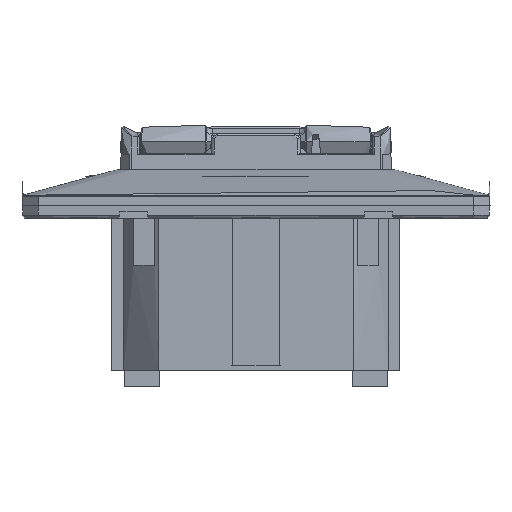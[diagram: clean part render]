
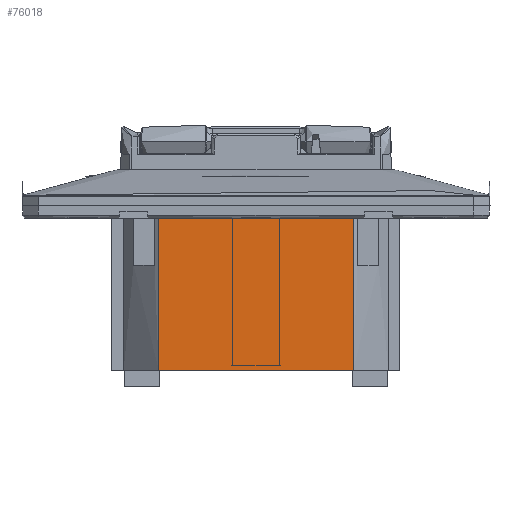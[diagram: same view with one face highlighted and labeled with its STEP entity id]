
A CAD part, front view. The second image highlights one B-rep face of the part: STEP entity #76018.
In plain terms, the highlighted cylindrical face has radius 103.475 mm (diameter 206.95 mm), a partial arc.
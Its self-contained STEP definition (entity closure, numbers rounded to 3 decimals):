
#1648 = CARTESIAN_POINT ( 'NONE',  ( 11.979, -24.154, 0. ) ) ;
#2529 = B_SPLINE_CURVE_WITH_KNOTS ( 'NONE', 3,
 ( #74223, #15773, #21590, #49863 ),
 .UNSPECIFIED., .F., .F.,
 ( 4, 4 ),
 ( 0., 1. ),
 .UNSPECIFIED. ) ;
#3458 = CARTESIAN_POINT ( 'NONE',  ( 17.878, -23.119, -18.667 ) ) ;
#4212 = CARTESIAN_POINT ( 'NONE',  ( 17.878, -23.119, -28. ) ) ;
#6125 = VERTEX_POINT ( 'NONE', #64904 ) ;
#11066 = EDGE_CURVE ( 'NONE', #6125, #61243, #47568, .T. ) ;
#13619 = ORIENTED_EDGE ( 'NONE', *, *, #38394, .T. ) ;
#13646 = EDGE_CURVE ( 'NONE', #61243, #33918, #41739, .T. ) ;
#13902 = CARTESIAN_POINT ( 'NONE',  ( 0., 78.8, 0. ) ) ;
#15118 = VERTEX_POINT ( 'NONE', #35642 ) ;
#15773 = CARTESIAN_POINT ( 'NONE',  ( -17.878, -23.119, -9.333 ) ) ;
#17401 = CARTESIAN_POINT ( 'NONE',  ( -5.989, -24.675, -28. ) ) ;
#19410 = CARTESIAN_POINT ( 'NONE',  ( -5.989, -24.675, 0. ) ) ;
#19788 = CARTESIAN_POINT ( 'NONE',  ( -11.979, -24.154, 0. ) ) ;
#21590 = CARTESIAN_POINT ( 'NONE',  ( -17.878, -23.119, -18.667 ) ) ;
#24035 = DIRECTION ( 'NONE',  ( 0., 0., -1. ) ) ;
#24172 = ORIENTED_EDGE ( 'NONE', *, *, #49971, .T. ) ;
#27798 = CARTESIAN_POINT ( 'NONE',  ( 17.878, -23.119, 0. ) ) ;
#33918 = VERTEX_POINT ( 'NONE', #46209 ) ;
#35208 = CARTESIAN_POINT ( 'NONE',  ( -11.979, -24.154, -28. ) ) ;
#35375 = B_SPLINE_CURVE_WITH_KNOTS ( 'NONE', 3,
 ( #65880, #1648, #67013, #19410, #19788, #43416 ),
 .UNSPECIFIED., .F., .F.,
 ( 4, 2, 4 ),
 ( 0., 0.5, 1. ),
 .UNSPECIFIED. ) ;
#35642 = CARTESIAN_POINT ( 'NONE',  ( -17.878, -23.119, 0. ) ) ;
#38130 = ORIENTED_EDGE ( 'NONE', *, *, #11066, .T. ) ;
#38394 = EDGE_CURVE ( 'NONE', #15118, #6125, #2529, .T. ) ;
#40228 = CARTESIAN_POINT ( 'NONE',  ( -17.878, -23.119, -28. ) ) ;
#40622 = CARTESIAN_POINT ( 'NONE',  ( 11.979, -24.154, -28. ) ) ;
#40803 = ORIENTED_EDGE ( 'NONE', *, *, #13646, .T. ) ;
#41739 = B_SPLINE_CURVE_WITH_KNOTS ( 'NONE', 3,
 ( #4212, #3458, #44844, #27798 ),
 .UNSPECIFIED., .F., .F.,
 ( 4, 4 ),
 ( 0., 1. ),
 .UNSPECIFIED. ) ;
#42966 = DIRECTION ( 'NONE',  ( 0.173, -0.985, 0. ) ) ;
#43416 = CARTESIAN_POINT ( 'NONE',  ( -17.878, -23.119, 0. ) ) ;
#44844 = CARTESIAN_POINT ( 'NONE',  ( 17.878, -23.119, -9.333 ) ) ;
#46209 = CARTESIAN_POINT ( 'NONE',  ( 17.878, -23.119, 0. ) ) ;
#47568 = B_SPLINE_CURVE_WITH_KNOTS ( 'NONE', 3,
 ( #40228, #35208, #17401, #58808, #40622, #58410 ),
 .UNSPECIFIED., .F., .F.,
 ( 4, 2, 4 ),
 ( 0., 0.5, 1. ),
 .UNSPECIFIED. ) ;
#49863 = CARTESIAN_POINT ( 'NONE',  ( -17.878, -23.119, -28. ) ) ;
#49971 = EDGE_CURVE ( 'NONE', #33918, #15118, #35375, .T. ) ;
#54568 = FACE_OUTER_BOUND ( 'NONE', #68180, .T. ) ;
#55312 = CYLINDRICAL_SURFACE ( 'NONE', #74136, 103.475 ) ;
#58410 = CARTESIAN_POINT ( 'NONE',  ( 17.878, -23.119, -28. ) ) ;
#58808 = CARTESIAN_POINT ( 'NONE',  ( 5.989, -24.675, -28. ) ) ;
#61243 = VERTEX_POINT ( 'NONE', #66251 ) ;
#64904 = CARTESIAN_POINT ( 'NONE',  ( -17.878, -23.119, -28. ) ) ;
#65880 = CARTESIAN_POINT ( 'NONE',  ( 17.878, -23.119, 0. ) ) ;
#66251 = CARTESIAN_POINT ( 'NONE',  ( 17.878, -23.119, -28. ) ) ;
#67013 = CARTESIAN_POINT ( 'NONE',  ( 5.989, -24.675, 0. ) ) ;
#68180 = EDGE_LOOP ( 'NONE', ( #38130, #40803, #24172, #13619 ) ) ;
#74136 = AXIS2_PLACEMENT_3D ( 'NONE', #13902, #24035, #42966 ) ;
#74223 = CARTESIAN_POINT ( 'NONE',  ( -17.878, -23.119, 0. ) ) ;
#76018 = ADVANCED_FACE ( 'NONE', ( #54568 ), #55312, .T. ) ;
